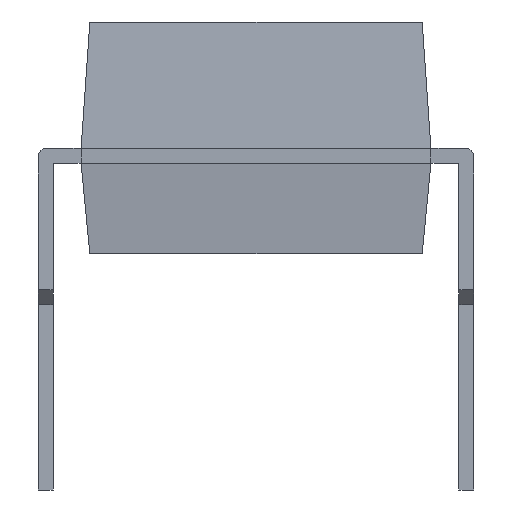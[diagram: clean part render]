
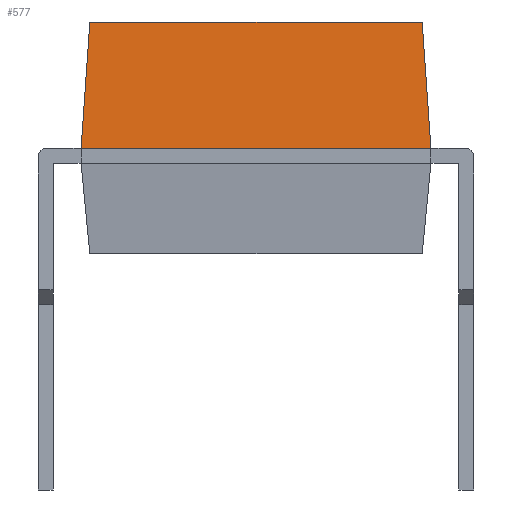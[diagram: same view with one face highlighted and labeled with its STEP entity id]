
A CAD part, front view. The second image highlights one B-rep face of the part: STEP entity #577.
In plain terms, the highlighted planar face has unit normal (0, -0.998, 0.069).
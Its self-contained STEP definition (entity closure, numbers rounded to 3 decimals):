
#39 = VERTEX_POINT('',#40);
#40 = CARTESIAN_POINT('',(-3.302,-12.869,2.947));
#59 = PLANE('',#60);
#60 = AXIS2_PLACEMENT_3D('',#61,#62,#63);
#61 = CARTESIAN_POINT('',(-3.302,-12.869,0.96));
#62 = DIRECTION('',(0.,1.,0.));
#63 = DIRECTION('',(0.,0.,1.));
#141 = PLANE('',#142);
#142 = AXIS2_PLACEMENT_3D('',#143,#144,#145);
#143 = CARTESIAN_POINT('',(-3.219,-12.869,4.14));
#144 = DIRECTION('',(0.998,0.,-0.069));
#145 = DIRECTION('',(0.,1.,0.));
#159 = VERTEX_POINT('',#160);
#160 = CARTESIAN_POINT('',(3.302,-12.869,2.947));
#213 = EDGE_CURVE('',#39,#159,#214,.T.);
#214 = SURFACE_CURVE('',#215,(#219,#226),.PCURVE_S1.);
#215 = LINE('',#216,#217);
#216 = CARTESIAN_POINT('',(-3.302,-12.869,2.947));
#217 = VECTOR('',#218,1.);
#218 = DIRECTION('',(1.,0.,0.));
#219 = PCURVE('',#59,#220);
#220 = DEFINITIONAL_REPRESENTATION('',(#221),#225);
#221 = LINE('',#222,#223);
#222 = CARTESIAN_POINT('',(1.986,0.));
#223 = VECTOR('',#224,1.);
#224 = DIRECTION('',(0.,1.));
#225 = ( GEOMETRIC_REPRESENTATION_CONTEXT(2) 
PARAMETRIC_REPRESENTATION_CONTEXT() REPRESENTATION_CONTEXT('2D SPACE',''
  ) );
#226 = PCURVE('',#227,#232);
#227 = PLANE('',#228);
#228 = AXIS2_PLACEMENT_3D('',#229,#230,#231);
#229 = CARTESIAN_POINT('',(-3.302,-12.787,4.14));
#230 = DIRECTION('',(0.,0.998,
    -0.069));
#231 = DIRECTION('',(-1.,0.,0.));
#232 = DEFINITIONAL_REPRESENTATION('',(#233),#237);
#233 = LINE('',#234,#235);
#234 = CARTESIAN_POINT('',(-0.,-1.197));
#235 = VECTOR('',#236,1.);
#236 = DIRECTION('',(-1.,0.));
#237 = ( GEOMETRIC_REPRESENTATION_CONTEXT(2) 
PARAMETRIC_REPRESENTATION_CONTEXT() REPRESENTATION_CONTEXT('2D SPACE',''
  ) );
#323 = EDGE_CURVE('',#39,#324,#326,.T.);
#324 = VERTEX_POINT('',#325);
#325 = CARTESIAN_POINT('',(-3.137,-12.704,5.334));
#326 = SURFACE_CURVE('',#327,(#331,#338),.PCURVE_S1.);
#327 = LINE('',#328,#329);
#328 = CARTESIAN_POINT('',(-3.22,-12.787,
    4.135));
#329 = VECTOR('',#330,1.);
#330 = DIRECTION('',(0.069,0.069,
    0.995));
#331 = PCURVE('',#141,#332);
#332 = DEFINITIONAL_REPRESENTATION('',(#333),#337);
#333 = LINE('',#334,#335);
#334 = CARTESIAN_POINT('',(0.082,-0.006));
#335 = VECTOR('',#336,1.);
#336 = DIRECTION('',(0.069,0.998));
#337 = ( GEOMETRIC_REPRESENTATION_CONTEXT(2) 
PARAMETRIC_REPRESENTATION_CONTEXT() REPRESENTATION_CONTEXT('2D SPACE',''
  ) );
#338 = PCURVE('',#227,#339);
#339 = DEFINITIONAL_REPRESENTATION('',(#340),#344);
#340 = LINE('',#341,#342);
#341 = CARTESIAN_POINT('',(-0.082,-0.006));
#342 = VECTOR('',#343,1.);
#343 = DIRECTION('',(-0.069,0.998));
#344 = ( GEOMETRIC_REPRESENTATION_CONTEXT(2) 
PARAMETRIC_REPRESENTATION_CONTEXT() REPRESENTATION_CONTEXT('2D SPACE',''
  ) );
#389 = PLANE('',#390);
#390 = AXIS2_PLACEMENT_3D('',#391,#392,#393);
#391 = CARTESIAN_POINT('',(-3.302,-12.869,5.334));
#392 = DIRECTION('',(0.,0.,1.));
#393 = DIRECTION('',(1.,0.,0.));
#517 = PLANE('',#518);
#518 = AXIS2_PLACEMENT_3D('',#519,#520,#521);
#519 = CARTESIAN_POINT('',(3.219,-12.869,4.14));
#520 = DIRECTION('',(0.998,0.,0.069));
#521 = DIRECTION('',(0.,1.,0.));
#577 = ADVANCED_FACE('',(#578),#227,.F.);
#578 = FACE_BOUND('',#579,.T.);
#579 = EDGE_LOOP('',(#580,#581,#582,#605));
#580 = ORIENTED_EDGE('',*,*,#323,.F.);
#581 = ORIENTED_EDGE('',*,*,#213,.T.);
#582 = ORIENTED_EDGE('',*,*,#583,.T.);
#583 = EDGE_CURVE('',#159,#584,#586,.T.);
#584 = VERTEX_POINT('',#585);
#585 = CARTESIAN_POINT('',(3.137,-12.704,5.334));
#586 = SURFACE_CURVE('',#587,(#591,#598),.PCURVE_S1.);
#587 = LINE('',#588,#589);
#588 = CARTESIAN_POINT('',(3.204,-12.771,4.361
    ));
#589 = VECTOR('',#590,1.);
#590 = DIRECTION('',(-0.069,0.069,
    0.995));
#591 = PCURVE('',#227,#592);
#592 = DEFINITIONAL_REPRESENTATION('',(#593),#597);
#593 = LINE('',#594,#595);
#594 = CARTESIAN_POINT('',(-6.506,0.221));
#595 = VECTOR('',#596,1.);
#596 = DIRECTION('',(0.069,0.998));
#597 = ( GEOMETRIC_REPRESENTATION_CONTEXT(2) 
PARAMETRIC_REPRESENTATION_CONTEXT() REPRESENTATION_CONTEXT('2D SPACE',''
  ) );
#598 = PCURVE('',#517,#599);
#599 = DEFINITIONAL_REPRESENTATION('',(#600),#604);
#600 = LINE('',#601,#602);
#601 = CARTESIAN_POINT('',(0.098,0.221));
#602 = VECTOR('',#603,1.);
#603 = DIRECTION('',(0.069,0.998));
#604 = ( GEOMETRIC_REPRESENTATION_CONTEXT(2) 
PARAMETRIC_REPRESENTATION_CONTEXT() REPRESENTATION_CONTEXT('2D SPACE',''
  ) );
#605 = ORIENTED_EDGE('',*,*,#606,.F.);
#606 = EDGE_CURVE('',#324,#584,#607,.T.);
#607 = SURFACE_CURVE('',#608,(#612,#619),.PCURVE_S1.);
#608 = LINE('',#609,#610);
#609 = CARTESIAN_POINT('',(-3.302,-12.704,5.334));
#610 = VECTOR('',#611,1.);
#611 = DIRECTION('',(1.,0.,0.));
#612 = PCURVE('',#227,#613);
#613 = DEFINITIONAL_REPRESENTATION('',(#614),#618);
#614 = LINE('',#615,#616);
#615 = CARTESIAN_POINT('',(-0.,1.197));
#616 = VECTOR('',#617,1.);
#617 = DIRECTION('',(-1.,0.));
#618 = ( GEOMETRIC_REPRESENTATION_CONTEXT(2) 
PARAMETRIC_REPRESENTATION_CONTEXT() REPRESENTATION_CONTEXT('2D SPACE',''
  ) );
#619 = PCURVE('',#389,#620);
#620 = DEFINITIONAL_REPRESENTATION('',(#621),#625);
#621 = LINE('',#622,#623);
#622 = CARTESIAN_POINT('',(0.,0.165));
#623 = VECTOR('',#624,1.);
#624 = DIRECTION('',(1.,0.));
#625 = ( GEOMETRIC_REPRESENTATION_CONTEXT(2) 
PARAMETRIC_REPRESENTATION_CONTEXT() REPRESENTATION_CONTEXT('2D SPACE',''
  ) );
